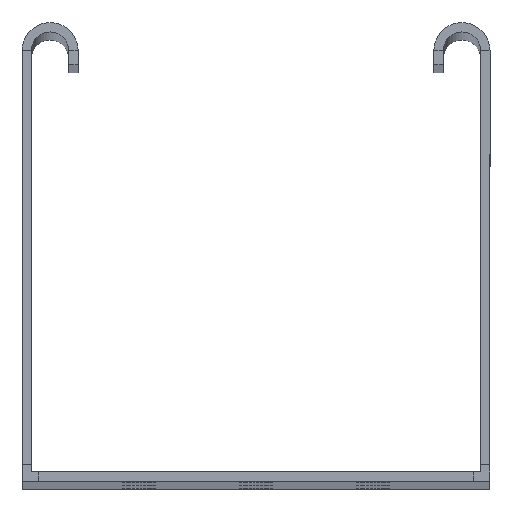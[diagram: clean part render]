
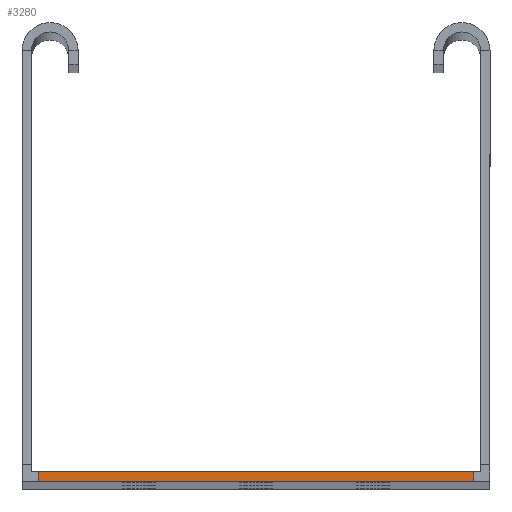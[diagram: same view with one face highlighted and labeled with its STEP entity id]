
A CAD part, top view. The second image highlights one B-rep face of the part: STEP entity #3280.
In plain terms, the highlighted planar face has unit normal (0, 0, 1).
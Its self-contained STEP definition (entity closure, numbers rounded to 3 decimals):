
#360 = ORIENTED_EDGE ( 'NONE', *, *, #5150, .T. ) ;
#363 = LINE ( 'NONE', #1021, #7234 ) ;
#422 = DIRECTION ( 'NONE',  ( 1., 0., 0. ) ) ;
#516 = ORIENTED_EDGE ( 'NONE', *, *, #1779, .T. ) ;
#585 = VERTEX_POINT ( 'NONE', #7608 ) ;
#1007 = VECTOR ( 'NONE', #3463, 1000. ) ;
#1021 = CARTESIAN_POINT ( 'NONE',  ( -48., -2., 500. ) ) ;
#1077 = ORIENTED_EDGE ( 'NONE', *, *, #7284, .T. ) ;
#1301 = FACE_OUTER_BOUND ( 'NONE', #4257, .T. ) ;
#1328 = VERTEX_POINT ( 'NONE', #2300 ) ;
#1779 = EDGE_CURVE ( 'NONE', #2486, #1996, #5588, .T. ) ;
#1928 = CARTESIAN_POINT ( 'NONE',  ( 46.5, 0., 500. ) ) ;
#1996 = VERTEX_POINT ( 'NONE', #1928 ) ;
#2300 = CARTESIAN_POINT ( 'NONE',  ( -46.5, 0., 500. ) ) ;
#2486 = VERTEX_POINT ( 'NONE', #8143 ) ;
#2602 = PLANE ( 'NONE',  #6774 ) ;
#2839 = VECTOR ( 'NONE', #5221, 1000. ) ;
#2857 = CARTESIAN_POINT ( 'NONE',  ( 46.5, -2., 500. ) ) ;
#3121 = LINE ( 'NONE', #5100, #4023 ) ;
#3280 = ADVANCED_FACE ( 'NONE', ( #1301 ), #2602, .T. ) ;
#3300 = CARTESIAN_POINT ( 'NONE',  ( -46.5, 0., 500. ) ) ;
#3463 = DIRECTION ( 'NONE',  ( 0., 1., 0. ) ) ;
#4023 = VECTOR ( 'NONE', #6966, 1000. ) ;
#4257 = EDGE_LOOP ( 'NONE', ( #4768, #1077, #360, #516 ) ) ;
#4538 = DIRECTION ( 'NONE',  ( 1., 0., 0. ) ) ;
#4730 = EDGE_CURVE ( 'NONE', #1328, #1996, #3121, .T. ) ;
#4768 = ORIENTED_EDGE ( 'NONE', *, *, #4730, .F. ) ;
#5100 = CARTESIAN_POINT ( 'NONE',  ( -48., 0., 500. ) ) ;
#5150 = EDGE_CURVE ( 'NONE', #585, #2486, #363, .T. ) ;
#5167 = CARTESIAN_POINT ( 'NONE',  ( -50., 1.5, 500. ) ) ;
#5221 = DIRECTION ( 'NONE',  ( 0., -1., 0. ) ) ;
#5588 = LINE ( 'NONE', #2857, #1007 ) ;
#6511 = LINE ( 'NONE', #3300, #2839 ) ;
#6774 = AXIS2_PLACEMENT_3D ( 'NONE', #5167, #7658, #4538 ) ;
#6966 = DIRECTION ( 'NONE',  ( 1., 0., 0. ) ) ;
#7234 = VECTOR ( 'NONE', #422, 1000. ) ;
#7284 = EDGE_CURVE ( 'NONE', #1328, #585, #6511, .T. ) ;
#7608 = CARTESIAN_POINT ( 'NONE',  ( -46.5, -2., 500. ) ) ;
#7658 = DIRECTION ( 'NONE',  ( 0., 0., 1. ) ) ;
#8143 = CARTESIAN_POINT ( 'NONE',  ( 46.5, -2., 500. ) ) ;
